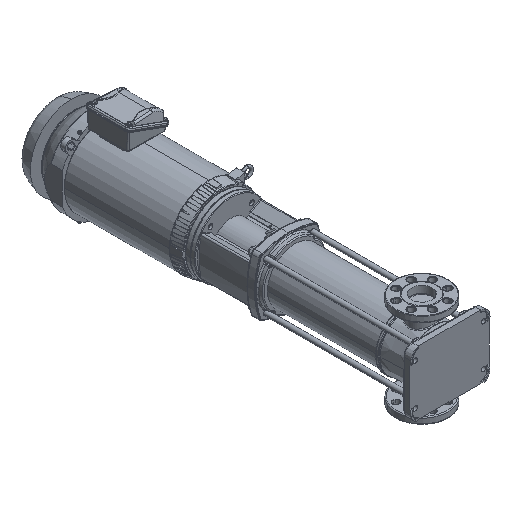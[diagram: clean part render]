
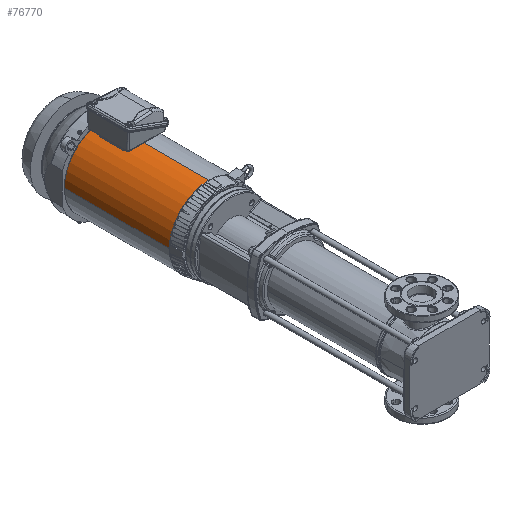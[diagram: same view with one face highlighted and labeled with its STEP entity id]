
A CAD part, isometric view. The second image highlights one B-rep face of the part: STEP entity #76770.
In plain terms, the highlighted cylindrical face has radius 124.3 mm (diameter 248.6 mm), a partial arc.
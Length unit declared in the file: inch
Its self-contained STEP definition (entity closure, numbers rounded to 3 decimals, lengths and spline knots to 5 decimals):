
#5722 = EDGE_CURVE ( 'NONE', #130019, #15521, #146968, .T. ) ;
#11571 = CIRCLE ( 'NONE', #75835, 4.8937 ) ;
#13828 = DIRECTION ( 'NONE',  ( -1., 0., 0. ) ) ;
#15521 = VERTEX_POINT ( 'NONE', #74667 ) ;
#20247 = CARTESIAN_POINT ( 'NONE',  ( 6.96633, -5.60284, 0.00085 ) ) ;
#31155 = ORIENTED_EDGE ( 'NONE', *, *, #5722, .T. ) ;
#32553 = EDGE_CURVE ( 'NONE', #58002, #130019, #39123, .T. ) ;
#32714 = CARTESIAN_POINT ( 'NONE',  ( 38.80377, -5.60284, 0.00085 ) ) ;
#38505 = DIRECTION ( 'NONE',  ( 0., 0., 1. ) ) ;
#39123 = CIRCLE ( 'NONE', #137008, 4.8937 ) ;
#48999 = CARTESIAN_POINT ( 'NONE',  ( 6.96633, -0.70914, 4.8937 ) ) ;
#52504 = VECTOR ( 'NONE', #86109, 39.37008 ) ;
#58002 = VERTEX_POINT ( 'NONE', #20247 ) ;
#67388 = DIRECTION ( 'NONE',  ( -1., 0., 0. ) ) ;
#71635 = VECTOR ( 'NONE', #13828, 39.37008 ) ;
#74667 = CARTESIAN_POINT ( 'NONE',  ( -6.02579, -0.70914, 4.8937 ) ) ;
#75835 = AXIS2_PLACEMENT_3D ( 'NONE', #144484, #67388, #38505 ) ;
#76130 = FACE_OUTER_BOUND ( 'NONE', #129120, .T. ) ;
#76770 = ADVANCED_FACE ( 'NONE', ( #76130 ), #129572, .T. ) ;
#84778 = VERTEX_POINT ( 'NONE', #88715 ) ;
#86109 = DIRECTION ( 'NONE',  ( -1., 0., 0. ) ) ;
#88715 = CARTESIAN_POINT ( 'NONE',  ( -6.02579, -5.60284, 0.00085 ) ) ;
#90117 = DIRECTION ( 'NONE',  ( 0., 0., 1. ) ) ;
#92592 = ORIENTED_EDGE ( 'NONE', *, *, #135320, .F. ) ;
#103258 = CARTESIAN_POINT ( 'NONE',  ( 38.80377, -0.70914, 0. ) ) ;
#128160 = ORIENTED_EDGE ( 'NONE', *, *, #32553, .T. ) ;
#129120 = EDGE_LOOP ( 'NONE', ( #128160, #31155, #161951, #92592 ) ) ;
#129572 = CYLINDRICAL_SURFACE ( 'NONE', #151865, 4.8937 ) ;
#130019 = VERTEX_POINT ( 'NONE', #48999 ) ;
#133821 = CARTESIAN_POINT ( 'NONE',  ( 38.80377, -0.70914, 4.8937 ) ) ;
#134289 = DIRECTION ( 'NONE',  ( -1., 0., 0. ) ) ;
#135320 = EDGE_CURVE ( 'NONE', #58002, #84778, #152718, .T. ) ;
#137008 = AXIS2_PLACEMENT_3D ( 'NONE', #162287, #134289, #148286 ) ;
#141884 = EDGE_CURVE ( 'NONE', #84778, #15521, #11571, .T. ) ;
#144484 = CARTESIAN_POINT ( 'NONE',  ( -6.02579, -0.70914, 0. ) ) ;
#146968 = LINE ( 'NONE', #133821, #71635 ) ;
#148286 = DIRECTION ( 'NONE',  ( 0., 0., 1. ) ) ;
#151865 = AXIS2_PLACEMENT_3D ( 'NONE', #103258, #156714, #90117 ) ;
#152718 = LINE ( 'NONE', #32714, #52504 ) ;
#156714 = DIRECTION ( 'NONE',  ( -1., 0., 0. ) ) ;
#161951 = ORIENTED_EDGE ( 'NONE', *, *, #141884, .F. ) ;
#162287 = CARTESIAN_POINT ( 'NONE',  ( 6.96633, -0.70914, 0. ) ) ;
